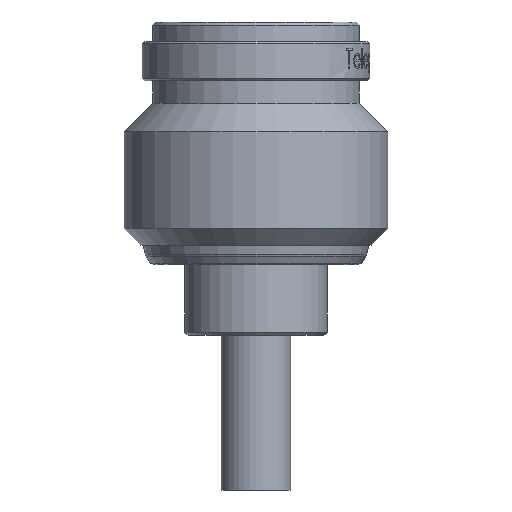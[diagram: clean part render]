
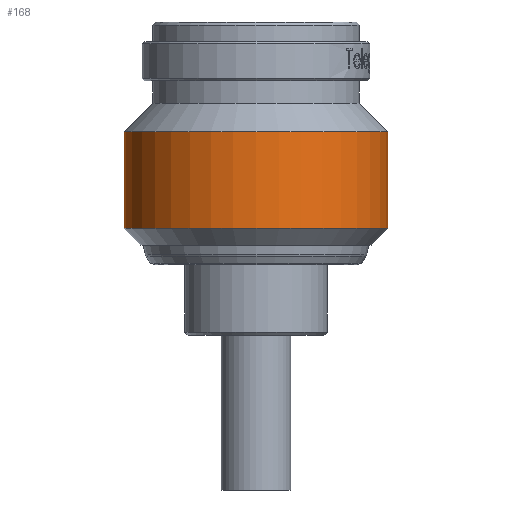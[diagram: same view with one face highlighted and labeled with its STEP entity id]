
A CAD part, front view. The second image highlights one B-rep face of the part: STEP entity #168.
In plain terms, the highlighted cylindrical face has radius 8.1 mm (diameter 16.2 mm), a partial arc.
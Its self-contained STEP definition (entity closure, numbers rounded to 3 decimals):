
#71 = EDGE_CURVE ( 'NONE', #10562, #11166, #5061, .T. ) ;
#168 = ADVANCED_FACE ( 'NONE', ( #5708 ), #7638, .T. ) ;
#1279 = ORIENTED_EDGE ( 'NONE', *, *, #6096, .F. ) ;
#1582 = CIRCLE ( 'NONE', #15538, 8.1 ) ;
#1631 = CARTESIAN_POINT ( 'NONE',  ( 0., 0., -11.825 ) ) ;
#2252 = CARTESIAN_POINT ( 'NONE',  ( 0., 0., -5.9 ) ) ;
#2513 = VERTEX_POINT ( 'NONE', #16424 ) ;
#3027 = DIRECTION ( 'NONE',  ( 1., 0., 0. ) ) ;
#4080 = CARTESIAN_POINT ( 'NONE',  ( 0., 0., 0.85 ) ) ;
#4835 = LINE ( 'NONE', #5604, #12200 ) ;
#5061 = CIRCLE ( 'NONE', #16368, 8.1 ) ;
#5287 = LINE ( 'NONE', #9466, #15952 ) ;
#5584 = DIRECTION ( 'NONE',  ( 0., 0., 1. ) ) ;
#5604 = CARTESIAN_POINT ( 'NONE',  ( 8.1, 0., 0.85 ) ) ;
#5708 = FACE_OUTER_BOUND ( 'NONE', #8723, .T. ) ;
#5778 = ORIENTED_EDGE ( 'NONE', *, *, #14615, .T. ) ;
#6096 = EDGE_CURVE ( 'NONE', #9520, #10562, #5287, .T. ) ;
#7638 = CYLINDRICAL_SURFACE ( 'NONE', #16975, 8.1 ) ;
#8251 = ORIENTED_EDGE ( 'NONE', *, *, #71, .F. ) ;
#8261 = DIRECTION ( 'NONE',  ( 0., 0., 1. ) ) ;
#8723 = EDGE_LOOP ( 'NONE', ( #1279, #5778, #12267, #8251 ) ) ;
#9466 = CARTESIAN_POINT ( 'NONE',  ( -8.1, 0., 0.85 ) ) ;
#9520 = VERTEX_POINT ( 'NONE', #12086 ) ;
#10514 = DIRECTION ( 'NONE',  ( 1., 0., 0. ) ) ;
#10562 = VERTEX_POINT ( 'NONE', #17153 ) ;
#11166 = VERTEX_POINT ( 'NONE', #17866 ) ;
#11318 = DIRECTION ( 'NONE',  ( 0., 0., 1. ) ) ;
#12086 = CARTESIAN_POINT ( 'NONE',  ( -8.1, 0., -11.825 ) ) ;
#12200 = VECTOR ( 'NONE', #15304, 1000. ) ;
#12267 = ORIENTED_EDGE ( 'NONE', *, *, #13640, .T. ) ;
#13640 = EDGE_CURVE ( 'NONE', #2513, #11166, #4835, .T. ) ;
#14587 = DIRECTION ( 'NONE',  ( 0., 0., 1. ) ) ;
#14615 = EDGE_CURVE ( 'NONE', #9520, #2513, #1582, .T. ) ;
#15304 = DIRECTION ( 'NONE',  ( 0., 0., 1. ) ) ;
#15538 = AXIS2_PLACEMENT_3D ( 'NONE', #1631, #11318, #3027 ) ;
#15952 = VECTOR ( 'NONE', #5584, 1000. ) ;
#16368 = AXIS2_PLACEMENT_3D ( 'NONE', #2252, #14587, #10514 ) ;
#16424 = CARTESIAN_POINT ( 'NONE',  ( 8.1, 0., -11.825 ) ) ;
#16646 = DIRECTION ( 'NONE',  ( 1., 0., 0. ) ) ;
#16975 = AXIS2_PLACEMENT_3D ( 'NONE', #4080, #8261, #16646 ) ;
#17153 = CARTESIAN_POINT ( 'NONE',  ( -8.1, 0., -5.9 ) ) ;
#17866 = CARTESIAN_POINT ( 'NONE',  ( 8.1, 0., -5.9 ) ) ;
